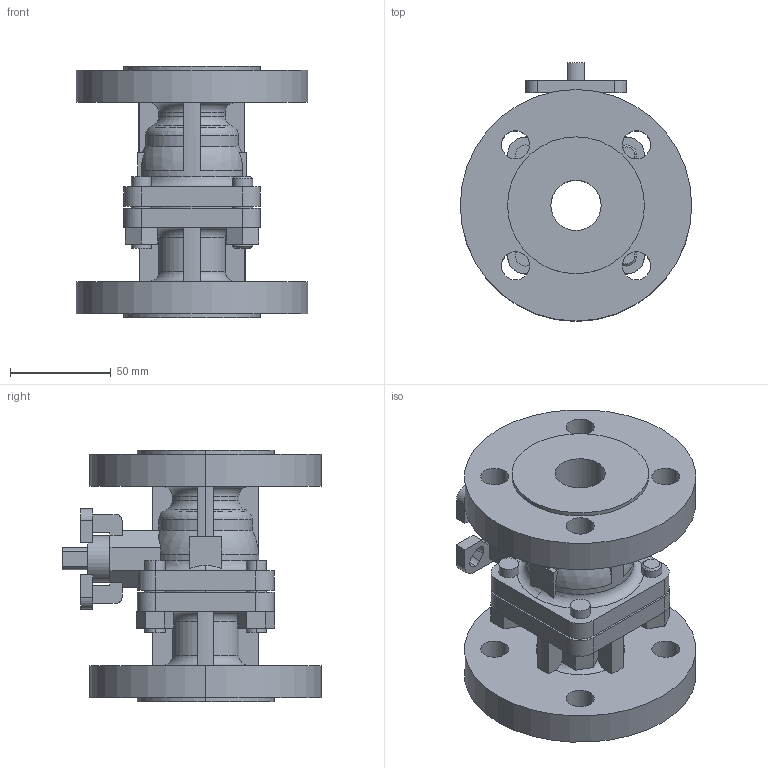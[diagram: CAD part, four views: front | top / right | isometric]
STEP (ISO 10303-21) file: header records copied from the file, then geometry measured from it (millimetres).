
FILE_DESCRIPTION (( 'STEP AP214' ), '1' );
FILE_NAME ('FG-0025-PN10-40.STEP', '2015-07-22T08:39:07', ( '' ), ( '' ), 'SwSTEP 2.0', 'SolidWorks 2015', '' );
FILE_SCHEMA (( 'AUTOMOTIVE_DESIGN' ));
Length unit declared in the file: millimetre
Products named in the file (1): FG-0025-PN10-40
Bounding box: 115 x 128.5 x 125 mm (x, y, z)
Volume: 504874.7 mm3; surface area: 100176.2 mm2
Topology: 1 solids, 1 shells, 416 faces, 1149 edges, 758 vertices
Faces by surface type: plane 230, cylinder 110, bspline 37, torus 23, cone 12, sphere 4
Entity records: 15995 total; most frequent: CARTESIAN_POINT 5363, ORIENTED_EDGE 2298, DIRECTION 2071, EDGE_CURVE 1149, VERTEX_POINT 758, LINE 711, VECTOR 711, AXIS2_PLACEMENT_3D 680
